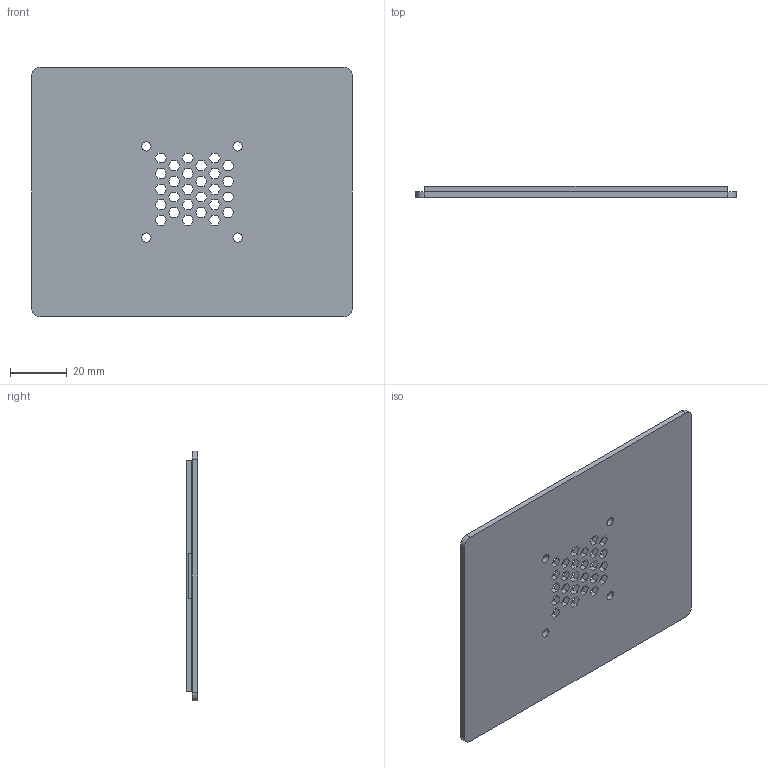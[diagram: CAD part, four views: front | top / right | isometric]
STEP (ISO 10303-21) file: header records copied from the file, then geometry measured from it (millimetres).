
FILE_DESCRIPTION(('FreeCAD Model'),'2;1');
FILE_NAME('Open CASCADE Shape Model','2025-11-16T21:12:27',(''),(''), 'Open CASCADE STEP processor 7.8','FreeCAD','Unknown');
FILE_SCHEMA(('AUTOMOTIVE_DESIGN { 1 0 10303 214 1 1 1 1 }'));
Length unit declared in the file: millimetre
Products named in the file (1): Przykrywka
Bounding box: 112.8 x 4 x 87.8 mm (x, y, z)
Volume: 20605.7 mm3; surface area: 22224.9 mm2
Topology: 1 solids, 1 shells, 193 faces, 565 edges, 376 vertices
Faces by surface type: plane 185, cylinder 8
Full cylindrical faces by diameter (mm): 3.2 x4
Entity records: 6425 total; most frequent: CARTESIAN_POINT 1135, ORIENTED_EDGE 1130, DIRECTION 969, EDGE_CURVE 565, LINE 549, VECTOR 549, VERTEX_POINT 376, FACE_BOUND 257
